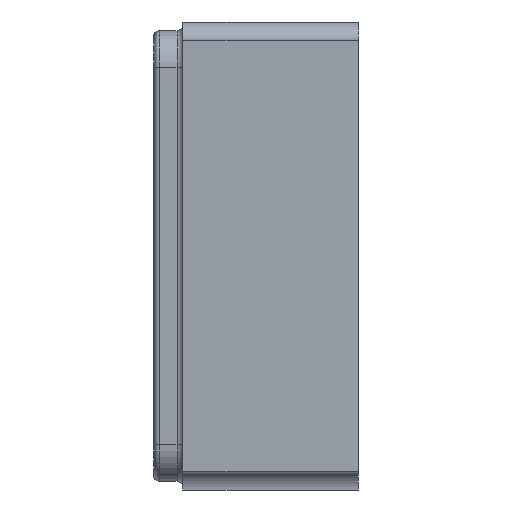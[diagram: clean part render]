
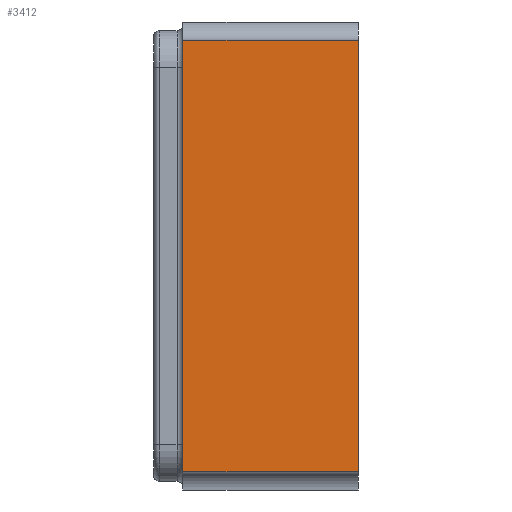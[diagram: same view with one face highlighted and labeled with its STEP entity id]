
A CAD part, left-side view. The second image highlights one B-rep face of the part: STEP entity #3412.
In plain terms, the highlighted planar face has unit normal (-1, 0, 0).
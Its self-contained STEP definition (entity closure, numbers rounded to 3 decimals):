
#155 = VECTOR ( 'NONE', #662, 1000. ) ;
#231 = CARTESIAN_POINT ( 'NONE',  ( -1., -0.3, -0.737 ) ) ;
#323 = ORIENTED_EDGE ( 'NONE', *, *, #3898, .T. ) ;
#332 = DIRECTION ( 'NONE',  ( 0., 0., 1. ) ) ;
#662 = DIRECTION ( 'NONE',  ( 0., -1., 0. ) ) ;
#809 = VERTEX_POINT ( 'NONE', #1894 ) ;
#847 = AXIS2_PLACEMENT_3D ( 'NONE', #1113, #3196, #332 ) ;
#860 = LINE ( 'NONE', #2269, #1219 ) ;
#1113 = CARTESIAN_POINT ( 'NONE',  ( -1., 0.3, -0.737 ) ) ;
#1201 = DIRECTION ( 'NONE',  ( 0., -1., 0. ) ) ;
#1219 = VECTOR ( 'NONE', #1201, 1000. ) ;
#1266 = VECTOR ( 'NONE', #3706, 1000. ) ;
#1394 = DIRECTION ( 'NONE',  ( 0., 0., 1. ) ) ;
#1873 = ORIENTED_EDGE ( 'NONE', *, *, #2049, .T. ) ;
#1894 = CARTESIAN_POINT ( 'NONE',  ( -1., -0.3, 0.737 ) ) ;
#2049 = EDGE_CURVE ( 'NONE', #2739, #2761, #860, .T. ) ;
#2062 = ORIENTED_EDGE ( 'NONE', *, *, #4344, .F. ) ;
#2269 = CARTESIAN_POINT ( 'NONE',  ( -1., 0.3, -0.737 ) ) ;
#2372 = LINE ( 'NONE', #4578, #2590 ) ;
#2464 = ORIENTED_EDGE ( 'NONE', *, *, #4322, .F. ) ;
#2590 = VECTOR ( 'NONE', #1394, 1000. ) ;
#2718 = VERTEX_POINT ( 'NONE', #4157 ) ;
#2739 = VERTEX_POINT ( 'NONE', #3642 ) ;
#2761 = VERTEX_POINT ( 'NONE', #3269 ) ;
#3087 = LINE ( 'NONE', #4205, #155 ) ;
#3148 = FACE_OUTER_BOUND ( 'NONE', #4514, .T. ) ;
#3196 = DIRECTION ( 'NONE',  ( 1., 0., 0. ) ) ;
#3269 = CARTESIAN_POINT ( 'NONE',  ( -1., -0.3, -0.737 ) ) ;
#3412 = ADVANCED_FACE ( 'NONE', ( #3148 ), #4245, .F. ) ;
#3642 = CARTESIAN_POINT ( 'NONE',  ( -1., 0.3, -0.737 ) ) ;
#3706 = DIRECTION ( 'NONE',  ( 0., 0., 1. ) ) ;
#3727 = LINE ( 'NONE', #231, #1266 ) ;
#3898 = EDGE_CURVE ( 'NONE', #2761, #809, #3727, .T. ) ;
#4157 = CARTESIAN_POINT ( 'NONE',  ( -1., 0.3, 0.737 ) ) ;
#4205 = CARTESIAN_POINT ( 'NONE',  ( -1., 0.3, 0.737 ) ) ;
#4245 = PLANE ( 'NONE',  #847 ) ;
#4322 = EDGE_CURVE ( 'NONE', #2739, #2718, #2372, .T. ) ;
#4344 = EDGE_CURVE ( 'NONE', #2718, #809, #3087, .T. ) ;
#4514 = EDGE_LOOP ( 'NONE', ( #323, #2062, #2464, #1873 ) ) ;
#4578 = CARTESIAN_POINT ( 'NONE',  ( -1., 0.3, -0.737 ) ) ;
